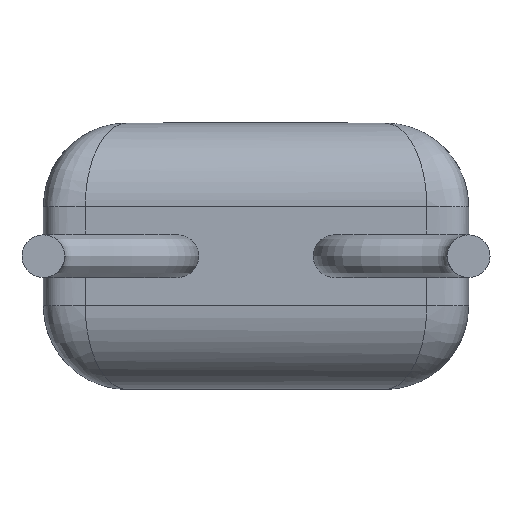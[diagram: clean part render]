
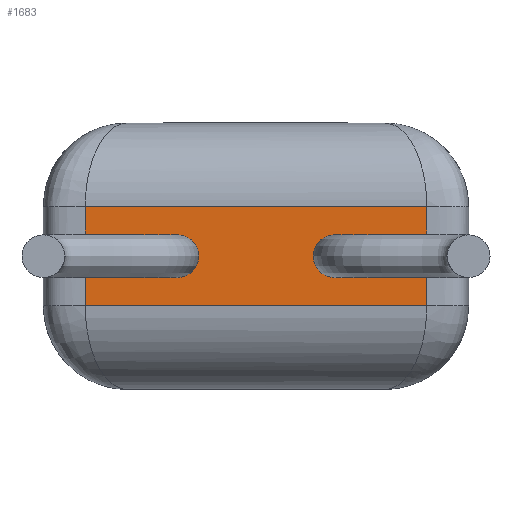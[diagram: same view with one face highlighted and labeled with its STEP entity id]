
A CAD part, front view. The second image highlights one B-rep face of the part: STEP entity #1683.
In plain terms, the highlighted planar face has unit normal (0, -1, 0).
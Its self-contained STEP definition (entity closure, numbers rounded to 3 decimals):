
#25=FACE_BOUND('',#254,.T.);
#26=FACE_BOUND('',#255,.T.);
#69=CIRCLE('',#1807,0.255);
#73=CIRCLE('',#1813,0.255);
#158=FACE_OUTER_BOUND('',#253,.T.);
#253=EDGE_LOOP('',(#1358,#1359,#1360,#1361));
#254=EDGE_LOOP('',(#1362));
#255=EDGE_LOOP('',(#1363));
#442=LINE('',#2973,#625);
#443=LINE('',#2975,#626);
#444=LINE('',#2977,#627);
#445=LINE('',#2978,#628);
#625=VECTOR('',#2169,10.);
#626=VECTOR('',#2170,1000.);
#627=VECTOR('',#2171,10.);
#628=VECTOR('',#2172,1000.);
#761=VERTEX_POINT('',#2775);
#764=VERTEX_POINT('',#2965);
#765=VERTEX_POINT('',#2971);
#766=VERTEX_POINT('',#2972);
#767=VERTEX_POINT('',#2974);
#768=VERTEX_POINT('',#2976);
#956=EDGE_CURVE('',#761,#761,#69,.T.);
#963=EDGE_CURVE('',#764,#764,#73,.T.);
#966=EDGE_CURVE('',#765,#766,#442,.T.);
#967=EDGE_CURVE('',#766,#767,#443,.T.);
#968=EDGE_CURVE('',#767,#768,#444,.T.);
#969=EDGE_CURVE('',#768,#765,#445,.T.);
#1358=ORIENTED_EDGE('',*,*,#966,.T.);
#1359=ORIENTED_EDGE('',*,*,#967,.T.);
#1360=ORIENTED_EDGE('',*,*,#968,.T.);
#1361=ORIENTED_EDGE('',*,*,#969,.T.);
#1362=ORIENTED_EDGE('',*,*,#963,.F.);
#1363=ORIENTED_EDGE('',*,*,#956,.T.);
#1523=PLANE('',#1816);
#1683=ADVANCED_FACE('',(#158,#25,#26),#1523,.F.);
#1807=AXIS2_PLACEMENT_3D('',#2776,#2147,#2148);
#1813=AXIS2_PLACEMENT_3D('',#2966,#2160,#2161);
#1816=AXIS2_PLACEMENT_3D('',#2970,#2167,#2168);
#2147=DIRECTION('center_axis',(0.,1.,0.));
#2148=DIRECTION('ref_axis',(0.,0.,-1.));
#2160=DIRECTION('center_axis',(0.,-1.,0.));
#2161=DIRECTION('ref_axis',(0.,0.,1.));
#2167=DIRECTION('center_axis',(0.,1.,0.));
#2168=DIRECTION('ref_axis',(0.,0.,1.));
#2169=DIRECTION('',(0.,0.,-1.));
#2170=DIRECTION('',(1.,0.,0.));
#2171=DIRECTION('',(0.,0.,1.));
#2172=DIRECTION('',(-1.,0.,0.));
#2775=CARTESIAN_POINT('',(3.48,0.,1.335));
#2776=CARTESIAN_POINT('Origin',(3.48,0.,1.59));
#2965=CARTESIAN_POINT('',(1.6,0.,1.335));
#2966=CARTESIAN_POINT('Origin',(1.6,0.,1.59));
#2970=CARTESIAN_POINT('Origin',(0.,0.,3.18));
#2971=CARTESIAN_POINT('',(0.5,0.,2.18));
#2972=CARTESIAN_POINT('',(0.5,0.,1.));
#2973=CARTESIAN_POINT('',(0.5,0.,2.18));
#2974=CARTESIAN_POINT('',(4.58,0.,1.));
#2975=CARTESIAN_POINT('',(4.58,0.,1.));
#2976=CARTESIAN_POINT('',(4.58,0.,2.18));
#2977=CARTESIAN_POINT('',(4.58,0.,1.));
#2978=CARTESIAN_POINT('',(0.,0.,2.18));
